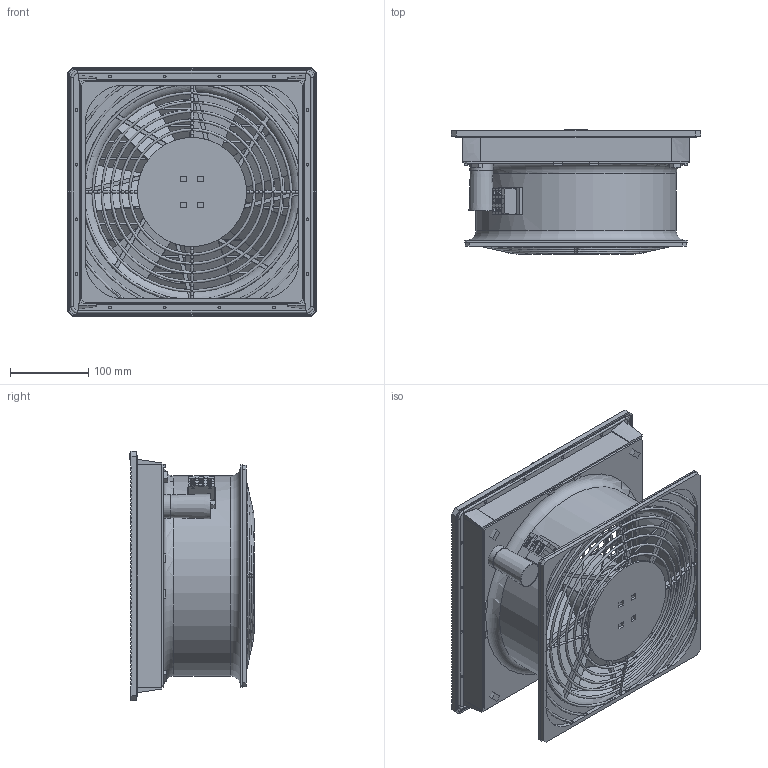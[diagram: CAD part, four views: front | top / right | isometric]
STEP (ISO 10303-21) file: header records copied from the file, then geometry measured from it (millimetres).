
FILE_DESCRIPTION (( 'STEP AP203' ), '1' );
FILE_NAME ('30167-970_PF 6x000_AC_230V_115V_PDG.STEP', '2020-06-12T09:40:02', ( '' ), ( '' ), 'SwSTEP 2.0', 'SolidWorks 2018', '' );
FILE_SCHEMA (( 'CONFIG_CONTROL_DESIGN' ));
Length unit declared in the file: millimetre
Products named in the file (9): Cap M plastic cup_040160004; Axial Lüfter Serie S2x 250_narrow_S2E 250 M2E068-CA; Logo Clip PFANNENBERG; 30167-970_PF 6x000_AC_230V_115V_PDG; cover PF6x; fan flow in nozzel PF6x; safty guard PF6x; Klemme_L_N_PE; housing PF6x
Assembly tree (8 placements, depth 2):
  30167-970_PF 6x000_AC_230V_115V_PDG
    housing PF6x
    cover PF6x
    fan flow in nozzel PF6x
    Klemme_L_N_PE
    safty guard PF6x
    Logo Clip PFANNENBERG
    Axial Lüfter Serie S2x 250_narrow_S2E 250 M2E068-CA
    Cap M plastic cup_040160004
Bounding box: 320 x 159 x 320 mm (x, y, z)
Volume: 1641700.6 mm3; surface area: 1017290.7 mm2
Topology: 16 solids, 16 shells, 1747 faces, 4896 edges, 3169 vertices
Faces by surface type: plane 995, cylinder 406, bspline 245, torus 78, cone 23
Full cylindrical faces by diameter (mm): 2 x2, 2.5 x4, 3 x24, 3.5 x16, 4 x5, 4.701 x2, 6 x1, 8 x2, 25 x1, 27 x1, 30 x1, 80 x2, 89 x1, 93 x1, 252 x1, 257 x1
Entity records: 73748 total; most frequent: CARTESIAN_POINT 31653, ORIENTED_EDGE 9178, DIRECTION 7165, EDGE_CURVE 4589, VERTEX_POINT 3054, VECTOR 2721, LINE 2721, AXIS2_PLACEMENT_3D 2222
